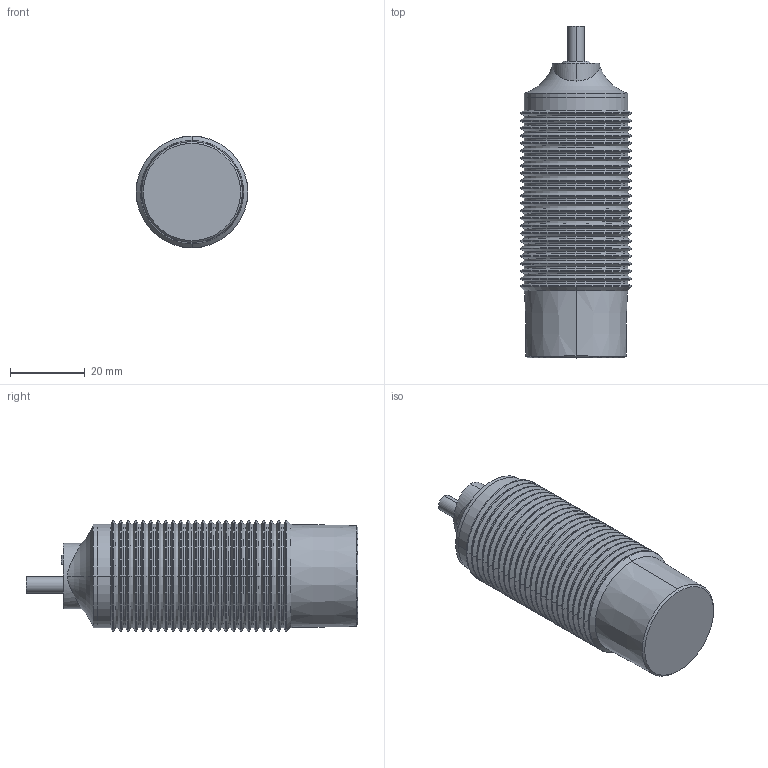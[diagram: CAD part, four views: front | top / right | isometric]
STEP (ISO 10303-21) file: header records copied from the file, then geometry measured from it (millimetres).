
FILE_DESCRIPTION(('STEP AP214'),'1');
FILE_NAME('cctmp_901BD3F1-F1D1-4781-826E-AD19C071298C_2021_2_25_10_29_8_729..stp','2021-02-25T09:29:08',('Pepperl+Fuchs GmbH'),('CADClick - www.CADClick.com'),'Spatial InterOp 3D',' ','unknown authorization');
FILE_SCHEMA(('AUTOMOTIVE_DESIGN { 1 0 10303 214 1 1 1 1 }'));
Length unit declared in the file: millimetre
Products named in the file (1): 2021_02_25__10-29-08-727
Bounding box: 30 x 89.1 x 30 mm (x, y, z)
Volume: 37841 mm3; surface area: 13785.2 mm2
Topology: 1 solids, 3 shells, 231 faces, 477 edges, 252 vertices
Faces by surface type: cone 111, cylinder 103, plane 13, torus 2, bspline 2
Entity records: 7982 total; most frequent: CARTESIAN_POINT 1188, DIRECTION 1155, ORIENTED_EDGE 944, EDGE_CURVE 472, AXIS2_PLACEMENT_3D 468, VERTEX_POINT 252, EDGE_LOOP 236, CIRCLE 236
